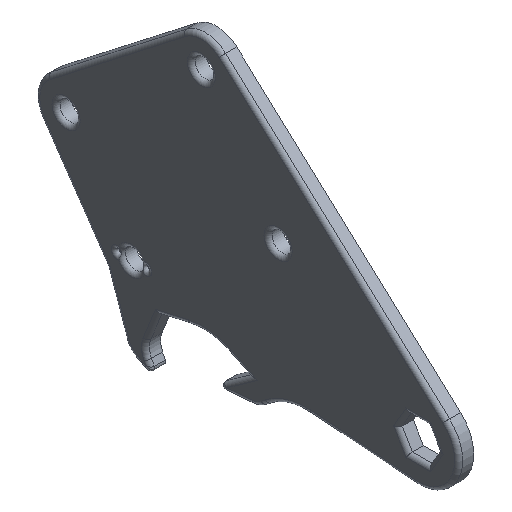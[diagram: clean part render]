
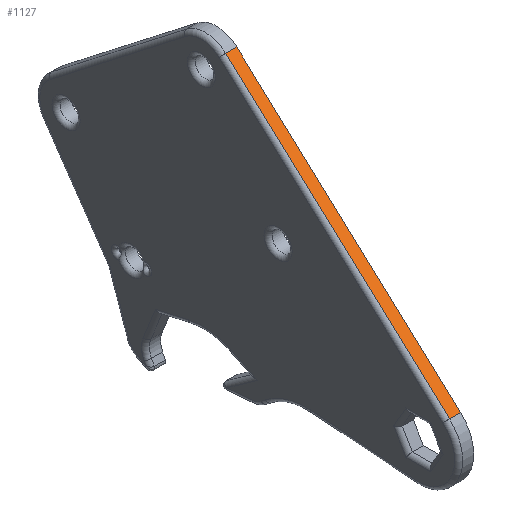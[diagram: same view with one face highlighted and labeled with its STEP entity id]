
A CAD part, isometric view. The second image highlights one B-rep face of the part: STEP entity #1127.
In plain terms, the highlighted planar face has unit normal (0, -0.675, 0.738).
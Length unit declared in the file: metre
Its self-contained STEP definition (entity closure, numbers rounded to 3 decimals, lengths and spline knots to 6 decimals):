
#161=ORIENTED_EDGE('',*,*,#485,.T.);
#162=ORIENTED_EDGE('',*,*,#486,.T.);
#163=ORIENTED_EDGE('',*,*,#487,.F.);
#164=ORIENTED_EDGE('',*,*,#488,.T.);
#485=EDGE_CURVE('',#645,#646,#753,.T.);
#486=EDGE_CURVE('',#646,#647,#754,.F.);
#487=EDGE_CURVE('',#648,#647,#755,.T.);
#488=EDGE_CURVE('',#648,#645,#756,.T.);
#645=VERTEX_POINT('',#1769);
#646=VERTEX_POINT('',#1770);
#647=VERTEX_POINT('',#1772);
#648=VERTEX_POINT('',#1774);
#753=LINE('',#1768,#839);
#754=LINE('',#1771,#840);
#755=LINE('',#1773,#841);
#756=LINE('',#1775,#842);
#839=VECTOR('',#1383,1.);
#840=VECTOR('',#1384,1.);
#841=VECTOR('',#1385,1.);
#842=VECTOR('',#1386,1.);
#914=EDGE_LOOP('',(#161,#162,#163,#164));
#1010=FACE_BOUND('',#914,.T.);
#1106=PLANE('',#1212);
#1127=ADVANCED_FACE('',(#1010),#1106,.F.);
#1212=AXIS2_PLACEMENT_3D('',#1767,#1381,#1382);
#1381=DIRECTION('',(0.,0.675,-0.738));
#1382=DIRECTION('',(0.,0.738,0.675));
#1383=DIRECTION('',(-1.,0.,0.));
#1384=DIRECTION('',(0.,0.738,0.675));
#1385=DIRECTION('',(-1.,0.,0.));
#1386=DIRECTION('',(0.,0.738,0.675));
#1767=CARTESIAN_POINT('',(-0.045458,-0.067489,0.147852));
#1768=CARTESIAN_POINT('',(-0.045458,-0.032186,0.180132));
#1769=CARTESIAN_POINT('',(-0.045458,-0.032186,0.180132));
#1770=CARTESIAN_POINT('',(-0.04895,-0.032186,0.180132));
#1771=CARTESIAN_POINT('',(-0.04895,-0.102793,0.115573));
#1772=CARTESIAN_POINT('',(-0.04895,-0.102793,0.115573));
#1773=CARTESIAN_POINT('',(-0.045458,-0.102793,0.115573));
#1774=CARTESIAN_POINT('',(-0.045458,-0.102793,0.115573));
#1775=CARTESIAN_POINT('',(-0.045458,-0.067489,0.147852));
